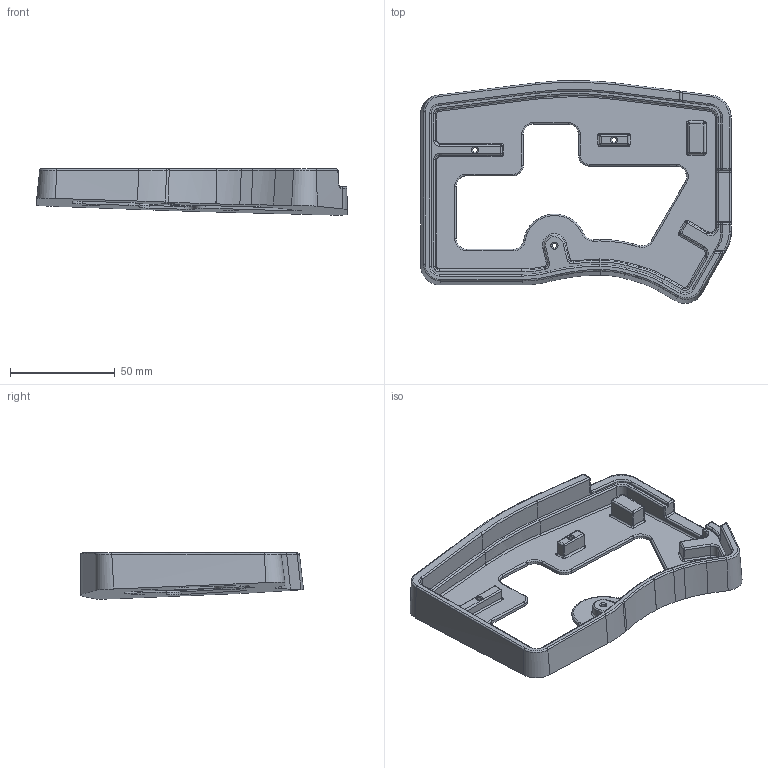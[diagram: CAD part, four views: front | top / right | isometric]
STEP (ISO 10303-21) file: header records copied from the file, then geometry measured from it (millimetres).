
FILE_DESCRIPTION(('FreeCAD Model'),'2;1');
FILE_NAME('Open CASCADE Shape Model','2024-03-21T00:14:21',(''),(''), 'Open CASCADE STEP processor 7.6','FreeCAD','Unknown');
FILE_SCHEMA(('AUTOMOTIVE_DESIGN { 1 0 10303 214 1 1 1 1 }'));
Length unit declared in the file: millimetre
Products named in the file (1): Body
Bounding box: 148.56 x 106.61 x 22.09 mm (x, y, z)
Volume: 56157.6 mm3; surface area: 34318.8 mm2
Topology: 1 solids, 1 shells, 356 faces, 842 edges, 468 vertices
Faces by surface type: cylinder 146, bspline 103, plane 60, torus 41, sphere 6
Full cylindrical faces by diameter (mm): 2.42 x3
Entity records: 31811 total; most frequent: CARTESIAN_POINT 16398, DIRECTION 2628, ORIENTED_EDGE 1640, PCURVE 1640, DEFINITIONAL_REPRESENTATION 1640, LINE 1591, VECTOR 1591, EDGE_CURVE 820
